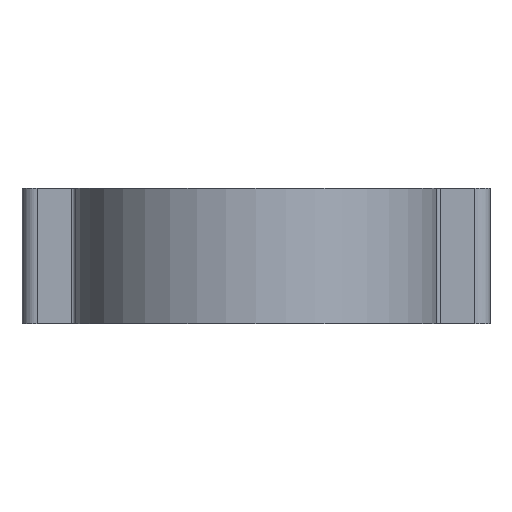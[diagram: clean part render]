
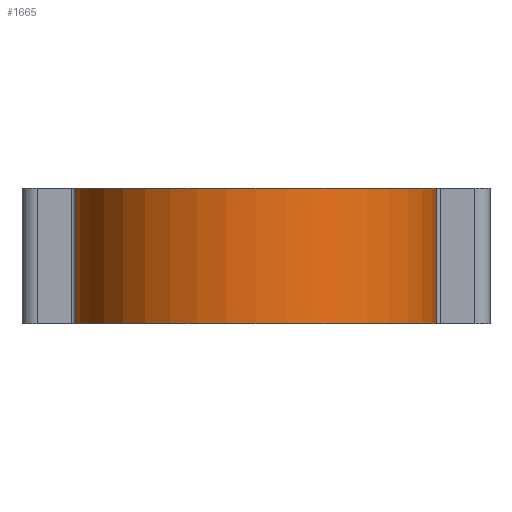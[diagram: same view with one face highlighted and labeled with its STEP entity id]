
A CAD part, front view. The second image highlights one B-rep face of the part: STEP entity #1665.
In plain terms, the highlighted cylindrical face has radius 4.8 mm (diameter 9.6 mm), a partial arc.
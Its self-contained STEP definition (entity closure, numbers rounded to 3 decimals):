
#887=CIRCLE('',#1577,4.8);
#906=CIRCLE('',#1598,4.8);
#1061=ORIENTED_EDGE('',*,*,#1326,.F.);
#1062=ORIENTED_EDGE('',*,*,#1304,.T.);
#1063=ORIENTED_EDGE('',*,*,#1325,.T.);
#1064=ORIENTED_EDGE('',*,*,#1265,.T.);
#1129=VECTOR('',#1549,1.);
#1130=VECTOR('',#1552,1.);
#1185=LINE('',#1834,#1129);
#1186=LINE('',#1836,#1130);
#1204=VERTEX_POINT('',#1712);
#1205=VERTEX_POINT('',#1714);
#1241=VERTEX_POINT('',#1790);
#1242=VERTEX_POINT('',#1792);
#1265=EDGE_CURVE('',#1205,#1204,#887,.T.);
#1304=EDGE_CURVE('',#1242,#1241,#906,.T.);
#1325=EDGE_CURVE('',#1241,#1205,#1185,.T.);
#1326=EDGE_CURVE('',#1242,#1204,#1186,.T.);
#1355=EDGE_LOOP('',(#1061,#1062,#1063,#1064));
#1385=FACE_BOUND('',#1355,.T.);
#1427=DIRECTION('',(0.,0.,-1.));
#1428=DIRECTION('',(-4.8,0.,0.));
#1489=DIRECTION('',(0.,0.,1.));
#1490=DIRECTION('',(-4.8,0.,0.));
#1549=DIRECTION('',(0.,0.,3.6));
#1550=DIRECTION('',(0.,0.,1.));
#1551=DIRECTION('',(-1.,0.,0.));
#1552=DIRECTION('',(0.,0.,3.6));
#1577=AXIS2_PLACEMENT_3D('',#1715,#1427,#1428);
#1598=AXIS2_PLACEMENT_3D('',#1793,#1489,#1490);
#1619=AXIS2_PLACEMENT_3D('',#1835,#1550,#1551);
#1636=CYLINDRICAL_SURFACE('',#1619,4.8);
#1665=ADVANCED_FACE('',(#1385),#1636,.T.);
#1712=CARTESIAN_POINT('',(-4.784,-0.392,3.6));
#1714=CARTESIAN_POINT('',(4.784,-0.392,3.6));
#1715=CARTESIAN_POINT('',(0.,0.,3.6));
#1790=CARTESIAN_POINT('',(4.784,-0.392,0.));
#1792=CARTESIAN_POINT('',(-4.784,-0.392,0.));
#1793=CARTESIAN_POINT('',(0.,0.,0.));
#1834=CARTESIAN_POINT('',(4.784,-0.392,0.));
#1835=CARTESIAN_POINT('',(0.,0.,0.));
#1836=CARTESIAN_POINT('',(-4.784,-0.392,0.));
